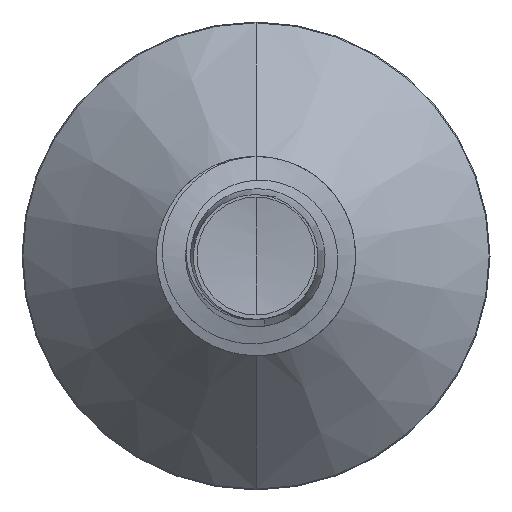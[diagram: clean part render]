
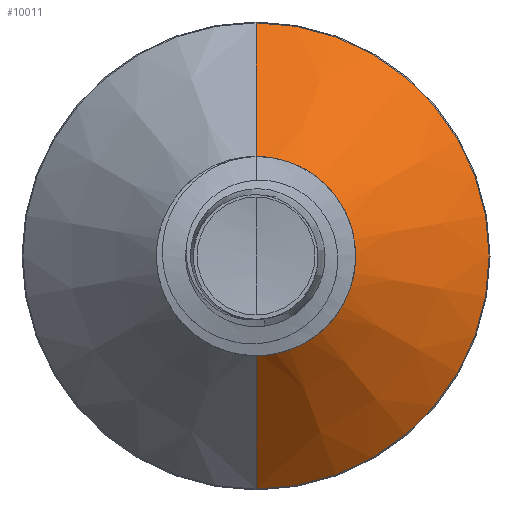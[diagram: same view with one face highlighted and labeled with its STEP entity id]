
A CAD part, front view. The second image highlights one B-rep face of the part: STEP entity #10011.
In plain terms, the highlighted conical face has half-angle 45 degrees and reference radius 0.476 mm.
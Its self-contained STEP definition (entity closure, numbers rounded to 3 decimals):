
#11 = LINE ( 'NONE', #1981, #214 ) ;
#190 = DIRECTION ( 'NONE',  ( 0., 0.707, -0.707 ) ) ;
#214 = VECTOR ( 'NONE', #190, 1000. ) ;
#354 = VERTEX_POINT ( 'NONE', #3712 ) ;
#630 = DIRECTION ( 'NONE',  ( 0., 0., 1. ) ) ;
#948 = CONICAL_SURFACE ( 'NONE', #4345, 0.476, 0.785 ) ;
#1115 = LINE ( 'NONE', #7065, #1404 ) ;
#1404 = VECTOR ( 'NONE', #2357, 1000. ) ;
#1981 = CARTESIAN_POINT ( 'NONE',  ( 0., 1.101, -0.476 ) ) ;
#2357 = DIRECTION ( 'NONE',  ( 0., 0.707, 0.707 ) ) ;
#2561 = CARTESIAN_POINT ( 'NONE',  ( 0., 1.796, 1.171 ) ) ;
#2573 = DIRECTION ( 'NONE',  ( 0., 0., 1. ) ) ;
#2579 = VERTEX_POINT ( 'NONE', #3362 ) ;
#2600 = VERTEX_POINT ( 'NONE', #2561 ) ;
#3040 = ORIENTED_EDGE ( 'NONE', *, *, #7788, .F. ) ;
#3362 = CARTESIAN_POINT ( 'NONE',  ( 0., 1.101, -0.476 ) ) ;
#3712 = CARTESIAN_POINT ( 'NONE',  ( 0., 1.101, 0.476 ) ) ;
#4345 = AXIS2_PLACEMENT_3D ( 'NONE', #7273, #5660, #2573 ) ;
#4681 = CARTESIAN_POINT ( 'NONE',  ( 0., 1.101, 0. ) ) ;
#4803 = DIRECTION ( 'NONE',  ( 0., 1., 0. ) ) ;
#5164 = AXIS2_PLACEMENT_3D ( 'NONE', #6073, #4803, #630 ) ;
#5459 = DIRECTION ( 'NONE',  ( 0., 0., 1. ) ) ;
#5660 = DIRECTION ( 'NONE',  ( 0., 1., 0. ) ) ;
#6002 = CARTESIAN_POINT ( 'NONE',  ( 0., 1.796, -1.171 ) ) ;
#6073 = CARTESIAN_POINT ( 'NONE',  ( 0., 1.796, 0. ) ) ;
#6285 = CIRCLE ( 'NONE', #5164, 1.171 ) ;
#6358 = ORIENTED_EDGE ( 'NONE', *, *, #8355, .T. ) ;
#7065 = CARTESIAN_POINT ( 'NONE',  ( 0., 1.101, 0.476 ) ) ;
#7273 = CARTESIAN_POINT ( 'NONE',  ( 0., 1.101, 0. ) ) ;
#7726 = ORIENTED_EDGE ( 'NONE', *, *, #8658, .T. ) ;
#7788 = EDGE_CURVE ( 'NONE', #354, #2600, #1115, .T. ) ;
#8355 = EDGE_CURVE ( 'NONE', #2579, #8406, #11, .T. ) ;
#8406 = VERTEX_POINT ( 'NONE', #6002 ) ;
#8412 = EDGE_CURVE ( 'NONE', #2600, #8406, #6285, .T. ) ;
#8658 = EDGE_CURVE ( 'NONE', #354, #2579, #9046, .T. ) ;
#8721 = EDGE_LOOP ( 'NONE', ( #7726, #6358, #9780, #3040 ) ) ;
#9046 = CIRCLE ( 'NONE', #9793, 0.476 ) ;
#9265 = FACE_OUTER_BOUND ( 'NONE', #8721, .T. ) ;
#9780 = ORIENTED_EDGE ( 'NONE', *, *, #8412, .F. ) ;
#9793 = AXIS2_PLACEMENT_3D ( 'NONE', #4681, #9920, #5459 ) ;
#9920 = DIRECTION ( 'NONE',  ( 0., 1., 0. ) ) ;
#10011 = ADVANCED_FACE ( 'NONE', ( #9265 ), #948, .T. ) ;
